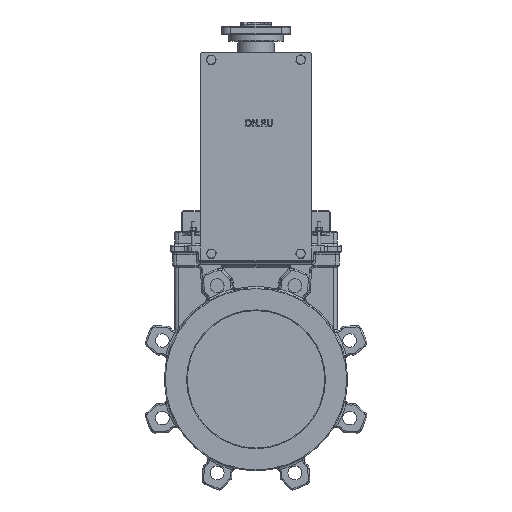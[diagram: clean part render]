
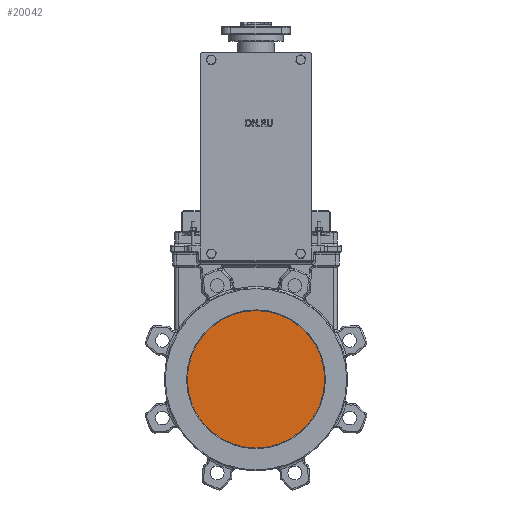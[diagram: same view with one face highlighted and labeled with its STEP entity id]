
A CAD part, top view. The second image highlights one B-rep face of the part: STEP entity #20042.
In plain terms, the highlighted planar face has unit normal (0, 0, 1).
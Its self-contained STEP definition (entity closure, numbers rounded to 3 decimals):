
#1051=PLANE('',#22684);
#2150=FACE_OUTER_BOUND('',#3377,.T.);
#3377=EDGE_LOOP('',(#16815));
#4302=CIRCLE('',#21603,100.);
#8252=VERTEX_POINT('',#33260);
#10461=EDGE_CURVE('',#8252,#8252,#4302,.T.);
#16815=ORIENTED_EDGE('',*,*,#10461,.F.);
#20042=ADVANCED_FACE('',(#2150),#1051,.T.);
#21603=AXIS2_PLACEMENT_3D('',#33262,#26172,#26173);
#22684=AXIS2_PLACEMENT_3D('',#38066,#28639,#28640);
#26172=DIRECTION('center_axis',(0.,0.,-1.));
#26173=DIRECTION('ref_axis',(-1.,0.,0.));
#28639=DIRECTION('center_axis',(0.,0.,1.));
#28640=DIRECTION('ref_axis',(1.,0.,0.));
#33260=CARTESIAN_POINT('',(100.,0.,3.5));
#33262=CARTESIAN_POINT('Origin',(0.,0.,3.5));
#38066=CARTESIAN_POINT('Origin',(0.,0.,3.5));
